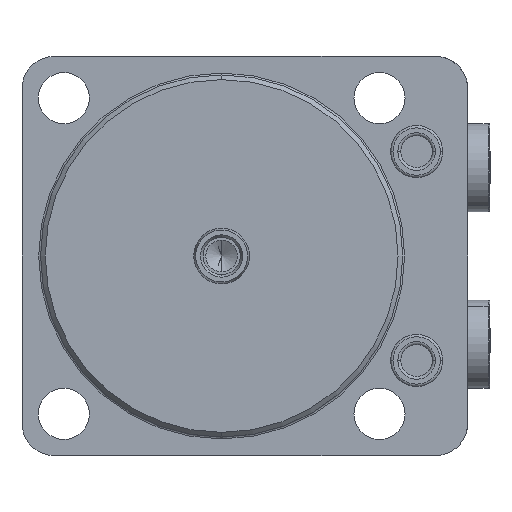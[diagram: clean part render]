
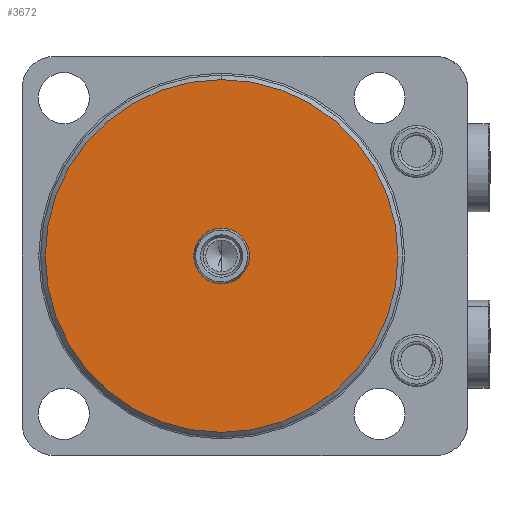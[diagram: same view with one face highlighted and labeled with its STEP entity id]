
A CAD part, front view. The second image highlights one B-rep face of the part: STEP entity #3672.
In plain terms, the highlighted planar face has unit normal (0, -1, 0).
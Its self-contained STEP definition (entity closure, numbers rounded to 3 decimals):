
#151 = ORIENTED_EDGE ( 'NONE', *, *, #5645, .T. ) ;
#240 = DIRECTION ( 'NONE',  ( 0., 0., 1. ) ) ;
#242 = DIRECTION ( 'NONE',  ( 0., 1., 0. ) ) ;
#246 = PLANE ( 'NONE',  #4951 ) ;
#252 = CARTESIAN_POINT ( 'NONE',  ( -43., 0., 43. ) ) ;
#375 = ORIENTED_EDGE ( 'NONE', *, *, #5575, .T. ) ;
#389 = ORIENTED_EDGE ( 'NONE', *, *, #5644, .T. ) ;
#1061 = FACE_OUTER_BOUND ( 'NONE', #1432, .T. ) ;
#1069 = FACE_BOUND ( 'NONE', #1237, .T. ) ;
#1237 = EDGE_LOOP ( 'NONE', ( #389, #375 ) ) ;
#1432 = EDGE_LOOP ( 'NONE', ( #151, #1903 ) ) ;
#1684 = VERTEX_POINT ( 'NONE', #6365 ) ;
#1685 = VERTEX_POINT ( 'NONE', #6366 ) ;
#1701 = VERTEX_POINT ( 'NONE', #6583 ) ;
#1706 = VERTEX_POINT ( 'NONE', #6564 ) ;
#1903 = ORIENTED_EDGE ( 'NONE', *, *, #5587, .T. ) ;
#2264 = CIRCLE ( 'NONE', #5024, 6. ) ;
#2534 = CIRCLE ( 'NONE', #5027, 38. ) ;
#2535 = CIRCLE ( 'NONE', #5026, 6. ) ;
#2617 = CIRCLE ( 'NONE', #5004, 38. ) ;
#3388 = CARTESIAN_POINT ( 'NONE',  ( 0., 0., 0. ) ) ;
#3390 = DIRECTION ( 'NONE',  ( 0., 1., 0. ) ) ;
#3391 = DIRECTION ( 'NONE',  ( 0., 0., 1. ) ) ;
#3672 = ADVANCED_FACE ( 'NONE', ( #1069, #1061 ), #246, .F. ) ;
#4951 = AXIS2_PLACEMENT_3D ( 'NONE', #252, #242, #240 ) ;
#5004 = AXIS2_PLACEMENT_3D ( 'NONE', #6257, #6259, #6256 ) ;
#5024 = AXIS2_PLACEMENT_3D ( 'NONE', #3388, #3390, #3391 ) ;
#5026 = AXIS2_PLACEMENT_3D ( 'NONE', #6182, #6181, #6180 ) ;
#5027 = AXIS2_PLACEMENT_3D ( 'NONE', #6179, #6178, #6177 ) ;
#5575 = EDGE_CURVE ( 'NONE', #1684, #1685, #2264, .T. ) ;
#5587 = EDGE_CURVE ( 'NONE', #1701, #1706, #2617, .T. ) ;
#5644 = EDGE_CURVE ( 'NONE', #1685, #1684, #2535, .T. ) ;
#5645 = EDGE_CURVE ( 'NONE', #1706, #1701, #2534, .T. ) ;
#6177 = DIRECTION ( 'NONE',  ( 0., 0., 1. ) ) ;
#6178 = DIRECTION ( 'NONE',  ( 0., -1., 0. ) ) ;
#6179 = CARTESIAN_POINT ( 'NONE',  ( 0., 0., 0. ) ) ;
#6180 = DIRECTION ( 'NONE',  ( 0., 0., 1. ) ) ;
#6181 = DIRECTION ( 'NONE',  ( 0., 1., 0. ) ) ;
#6182 = CARTESIAN_POINT ( 'NONE',  ( 0., 0., 0. ) ) ;
#6256 = DIRECTION ( 'NONE',  ( 0., 0., 1. ) ) ;
#6257 = CARTESIAN_POINT ( 'NONE',  ( 0., 0., 0. ) ) ;
#6259 = DIRECTION ( 'NONE',  ( 0., -1., 0. ) ) ;
#6365 = CARTESIAN_POINT ( 'NONE',  ( 0., 0., -6. ) ) ;
#6366 = CARTESIAN_POINT ( 'NONE',  ( 0., 0., 6. ) ) ;
#6564 = CARTESIAN_POINT ( 'NONE',  ( 0., 0., 38. ) ) ;
#6583 = CARTESIAN_POINT ( 'NONE',  ( 0., 0., -38. ) ) ;
